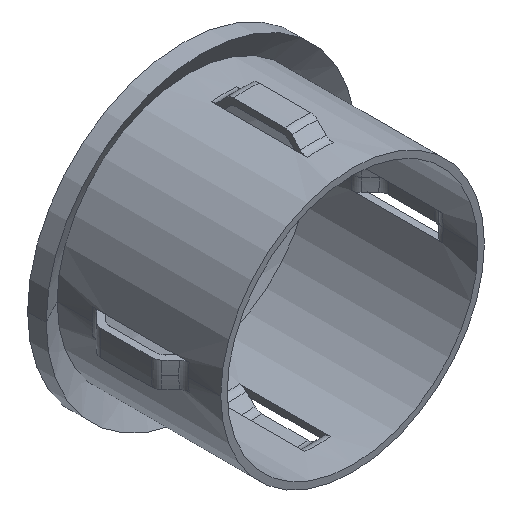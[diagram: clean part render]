
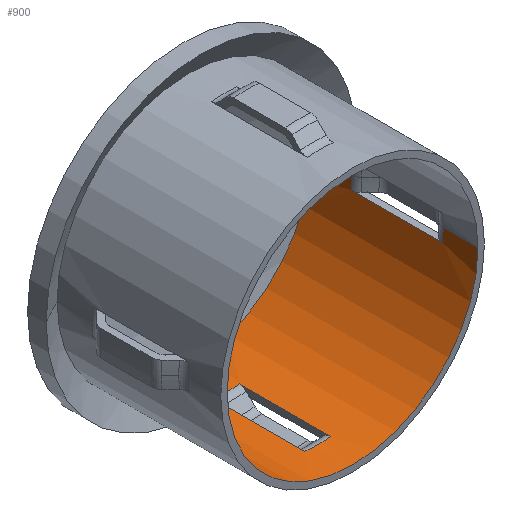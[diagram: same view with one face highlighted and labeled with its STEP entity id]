
A CAD part, isometric view. The second image highlights one B-rep face of the part: STEP entity #900.
In plain terms, the highlighted cylindrical face has radius 19.5 mm (diameter 39 mm), a partial arc.
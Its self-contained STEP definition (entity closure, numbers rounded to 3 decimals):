
#29 = ORIENTED_EDGE ( 'NONE', *, *, #9300, .F. ) ;
#33 = ORIENTED_EDGE ( 'NONE', *, *, #9849, .T. ) ;
#393 = CARTESIAN_POINT ( 'NONE',  ( -19.5, 19.586, 0. ) ) ;
#454 = EDGE_CURVE ( 'NONE', #3388, #14473, #16605, .T. ) ;
#470 = CARTESIAN_POINT ( 'NONE',  ( 19.397, 5.429, -2. ) ) ;
#616 = DIRECTION ( 'NONE',  ( 1., 0., 0. ) ) ;
#737 = VERTEX_POINT ( 'NONE', #4948 ) ;
#850 = CIRCLE ( 'NONE', #5994, 19.5 ) ;
#900 = ADVANCED_FACE ( 'NONE', ( #11209, #3333 ), #15350, .F. ) ;
#1033 = DIRECTION ( 'NONE',  ( 0., -1., 0. ) ) ;
#1047 = DIRECTION ( 'NONE',  ( 1., 0., 0. ) ) ;
#1094 = LINE ( 'NONE', #16001, #2929 ) ;
#1127 = EDGE_CURVE ( 'NONE', #4344, #12107, #6656, .T. ) ;
#1234 = CARTESIAN_POINT ( 'NONE',  ( -2., 20., -19.397 ) ) ;
#1235 = VERTEX_POINT ( 'NONE', #9874 ) ;
#1420 = VECTOR ( 'NONE', #11905, 1000. ) ;
#1429 = ORIENTED_EDGE ( 'NONE', *, *, #7645, .T. ) ;
#1537 = VERTEX_POINT ( 'NONE', #2702 ) ;
#1652 = DIRECTION ( 'NONE',  ( 0., -1., 0. ) ) ;
#1733 = DIRECTION ( 'NONE',  ( 1., 0., 0. ) ) ;
#1847 = EDGE_CURVE ( 'NONE', #7412, #4348, #11690, .T. ) ;
#1897 = AXIS2_PLACEMENT_3D ( 'NONE', #10710, #6667, #11874 ) ;
#1903 = VECTOR ( 'NONE', #12904, 1000. ) ;
#2102 = EDGE_CURVE ( 'NONE', #11944, #17002, #5084, .T. ) ;
#2154 = ORIENTED_EDGE ( 'NONE', *, *, #5935, .F. ) ;
#2156 = EDGE_CURVE ( 'NONE', #9919, #1537, #15407, .T. ) ;
#2451 = AXIS2_PLACEMENT_3D ( 'NONE', #9216, #13206, #17138 ) ;
#2702 = CARTESIAN_POINT ( 'NONE',  ( 19.5, 5.429, 0. ) ) ;
#2733 = EDGE_CURVE ( 'NONE', #737, #4547, #850, .T. ) ;
#2828 = VECTOR ( 'NONE', #11736, 1000. ) ;
#2844 = LINE ( 'NONE', #12994, #1420 ) ;
#2929 = VECTOR ( 'NONE', #12191, 1000. ) ;
#3053 = DIRECTION ( 'NONE',  ( 0., -1., 0. ) ) ;
#3238 = AXIS2_PLACEMENT_3D ( 'NONE', #14191, #8928, #14346 ) ;
#3333 = FACE_OUTER_BOUND ( 'NONE', #10574, .T. ) ;
#3388 = VERTEX_POINT ( 'NONE', #3601 ) ;
#3405 = VERTEX_POINT ( 'NONE', #7114 ) ;
#3438 = ORIENTED_EDGE ( 'NONE', *, *, #2102, .F. ) ;
#3601 = CARTESIAN_POINT ( 'NONE',  ( -2., 19.586, -19.397 ) ) ;
#3622 = LINE ( 'NONE', #12479, #13758 ) ;
#4069 = CARTESIAN_POINT ( 'NONE',  ( 19.5, 30.1, 0. ) ) ;
#4314 = EDGE_CURVE ( 'NONE', #1537, #4547, #4950, .T. ) ;
#4344 = VERTEX_POINT ( 'NONE', #4351 ) ;
#4348 = VERTEX_POINT ( 'NONE', #9714 ) ;
#4351 = CARTESIAN_POINT ( 'NONE',  ( -19.5, 5.429, 0. ) ) ;
#4547 = VERTEX_POINT ( 'NONE', #6342 ) ;
#4633 = EDGE_CURVE ( 'NONE', #11944, #6800, #2844, .T. ) ;
#4684 = ORIENTED_EDGE ( 'NONE', *, *, #4314, .F. ) ;
#4948 = CARTESIAN_POINT ( 'NONE',  ( -19.5, 0., 0. ) ) ;
#4950 = LINE ( 'NONE', #4069, #5571 ) ;
#5084 = CIRCLE ( 'NONE', #1897, 19.5 ) ;
#5552 = VECTOR ( 'NONE', #10884, 1000. ) ;
#5571 = VECTOR ( 'NONE', #13429, 1000. ) ;
#5656 = EDGE_CURVE ( 'NONE', #17002, #4348, #13191, .T. ) ;
#5935 = EDGE_CURVE ( 'NONE', #3388, #14274, #8215, .T. ) ;
#5994 = AXIS2_PLACEMENT_3D ( 'NONE', #6752, #13420, #10751 ) ;
#6084 = ORIENTED_EDGE ( 'NONE', *, *, #1847, .T. ) ;
#6210 = ORIENTED_EDGE ( 'NONE', *, *, #2156, .F. ) ;
#6329 = DIRECTION ( 'NONE',  ( 0., -1., 0. ) ) ;
#6342 = CARTESIAN_POINT ( 'NONE',  ( 19.5, 0., 0. ) ) ;
#6656 = CIRCLE ( 'NONE', #14541, 19.5 ) ;
#6667 = DIRECTION ( 'NONE',  ( 0., -1., 0. ) ) ;
#6752 = CARTESIAN_POINT ( 'NONE',  ( 0., 0., 0. ) ) ;
#6800 = VERTEX_POINT ( 'NONE', #393 ) ;
#6869 = CARTESIAN_POINT ( 'NONE',  ( 0., 5.429, 0. ) ) ;
#6920 = DIRECTION ( 'NONE',  ( 0., -1., 0. ) ) ;
#7114 = CARTESIAN_POINT ( 'NONE',  ( -19.397, 19.586, -2. ) ) ;
#7412 = VERTEX_POINT ( 'NONE', #8873 ) ;
#7480 = EDGE_CURVE ( 'NONE', #14274, #1235, #11064, .T. ) ;
#7491 = DIRECTION ( 'NONE',  ( 0., -1., 0. ) ) ;
#7633 = ORIENTED_EDGE ( 'NONE', *, *, #1127, .F. ) ;
#7645 = EDGE_CURVE ( 'NONE', #14473, #1235, #3622, .T. ) ;
#8042 = ORIENTED_EDGE ( 'NONE', *, *, #2733, .T. ) ;
#8152 = ORIENTED_EDGE ( 'NONE', *, *, #4633, .T. ) ;
#8215 = LINE ( 'NONE', #1234, #2828 ) ;
#8268 = VECTOR ( 'NONE', #1652, 1000. ) ;
#8873 = CARTESIAN_POINT ( 'NONE',  ( 19.397, 19.586, -2. ) ) ;
#8928 = DIRECTION ( 'NONE',  ( 0., -1., 0. ) ) ;
#8953 = CARTESIAN_POINT ( 'NONE',  ( 0., 19.586, 0. ) ) ;
#9047 = ORIENTED_EDGE ( 'NONE', *, *, #16247, .T. ) ;
#9216 = CARTESIAN_POINT ( 'NONE',  ( 0., 5.429, 0. ) ) ;
#9300 = EDGE_CURVE ( 'NONE', #7412, #9919, #9367, .T. ) ;
#9367 = LINE ( 'NONE', #11402, #1903 ) ;
#9514 = LINE ( 'NONE', #10947, #8268 ) ;
#9662 = DIRECTION ( 'NONE',  ( 0., -1., 0. ) ) ;
#9714 = CARTESIAN_POINT ( 'NONE',  ( 19.5, 19.586, 0. ) ) ;
#9849 = EDGE_CURVE ( 'NONE', #3405, #12107, #1094, .T. ) ;
#9874 = CARTESIAN_POINT ( 'NONE',  ( 2., 5.429, -19.397 ) ) ;
#9919 = VERTEX_POINT ( 'NONE', #470 ) ;
#10128 = CARTESIAN_POINT ( 'NONE',  ( -2., 5.429, -19.397 ) ) ;
#10327 = AXIS2_PLACEMENT_3D ( 'NONE', #12360, #9662, #11034 ) ;
#10574 = EDGE_LOOP ( 'NONE', ( #3438, #8152, #13477, #33, #7633, #9047, #8042, #4684, #6210, #29, #6084, #12138 ) ) ;
#10710 = CARTESIAN_POINT ( 'NONE',  ( 0., 25.913, 0. ) ) ;
#10751 = DIRECTION ( 'NONE',  ( 1., 0., 0. ) ) ;
#10816 = EDGE_CURVE ( 'NONE', #6800, #3405, #14294, .T. ) ;
#10884 = DIRECTION ( 'NONE',  ( 0., -1., 0. ) ) ;
#10947 = CARTESIAN_POINT ( 'NONE',  ( -19.5, 30.1, 0. ) ) ;
#11010 = ORIENTED_EDGE ( 'NONE', *, *, #454, .T. ) ;
#11034 = DIRECTION ( 'NONE',  ( 1., 0., 0. ) ) ;
#11064 = CIRCLE ( 'NONE', #3238, 19.5 ) ;
#11209 = FACE_BOUND ( 'NONE', #13114, .T. ) ;
#11308 = AXIS2_PLACEMENT_3D ( 'NONE', #11528, #1033, #616 ) ;
#11402 = CARTESIAN_POINT ( 'NONE',  ( 19.397, 20., -2. ) ) ;
#11528 = CARTESIAN_POINT ( 'NONE',  ( 0., 30.1, 0. ) ) ;
#11594 = CARTESIAN_POINT ( 'NONE',  ( 0., 19.586, 0. ) ) ;
#11690 = CIRCLE ( 'NONE', #10327, 19.5 ) ;
#11736 = DIRECTION ( 'NONE',  ( 0., -1., 0. ) ) ;
#11763 = DIRECTION ( 'NONE',  ( 1., 0., 0. ) ) ;
#11764 = ORIENTED_EDGE ( 'NONE', *, *, #7480, .F. ) ;
#11874 = DIRECTION ( 'NONE',  ( 1., 0., 0. ) ) ;
#11905 = DIRECTION ( 'NONE',  ( 0., -1., 0. ) ) ;
#11944 = VERTEX_POINT ( 'NONE', #14397 ) ;
#12107 = VERTEX_POINT ( 'NONE', #13315 ) ;
#12138 = ORIENTED_EDGE ( 'NONE', *, *, #5656, .F. ) ;
#12191 = DIRECTION ( 'NONE',  ( 0., -1., 0. ) ) ;
#12360 = CARTESIAN_POINT ( 'NONE',  ( 0., 19.586, 0. ) ) ;
#12479 = CARTESIAN_POINT ( 'NONE',  ( 2., 20., -19.397 ) ) ;
#12904 = DIRECTION ( 'NONE',  ( 0., -1., 0. ) ) ;
#12994 = CARTESIAN_POINT ( 'NONE',  ( -19.5, 30.1, 0. ) ) ;
#13114 = EDGE_LOOP ( 'NONE', ( #11764, #2154, #11010, #1429 ) ) ;
#13191 = LINE ( 'NONE', #14773, #5552 ) ;
#13206 = DIRECTION ( 'NONE',  ( 0., -1., 0. ) ) ;
#13315 = CARTESIAN_POINT ( 'NONE',  ( -19.397, 5.429, -2. ) ) ;
#13420 = DIRECTION ( 'NONE',  ( 0., -1., 0. ) ) ;
#13429 = DIRECTION ( 'NONE',  ( 0., -1., 0. ) ) ;
#13477 = ORIENTED_EDGE ( 'NONE', *, *, #10816, .T. ) ;
#13758 = VECTOR ( 'NONE', #3053, 1000. ) ;
#13978 = AXIS2_PLACEMENT_3D ( 'NONE', #11594, #6329, #11763 ) ;
#14165 = AXIS2_PLACEMENT_3D ( 'NONE', #8953, #7491, #1047 ) ;
#14191 = CARTESIAN_POINT ( 'NONE',  ( 0., 5.429, 0. ) ) ;
#14274 = VERTEX_POINT ( 'NONE', #10128 ) ;
#14294 = CIRCLE ( 'NONE', #14165, 19.5 ) ;
#14346 = DIRECTION ( 'NONE',  ( 1., 0., 0. ) ) ;
#14397 = CARTESIAN_POINT ( 'NONE',  ( -19.5, 25.913, 0. ) ) ;
#14473 = VERTEX_POINT ( 'NONE', #16602 ) ;
#14541 = AXIS2_PLACEMENT_3D ( 'NONE', #6869, #6920, #1733 ) ;
#14773 = CARTESIAN_POINT ( 'NONE',  ( 19.5, 30.1, 0. ) ) ;
#15350 = CYLINDRICAL_SURFACE ( 'NONE', #11308, 19.5 ) ;
#15407 = CIRCLE ( 'NONE', #2451, 19.5 ) ;
#15989 = CARTESIAN_POINT ( 'NONE',  ( 19.5, 25.913, 0. ) ) ;
#16001 = CARTESIAN_POINT ( 'NONE',  ( -19.397, 20., -2. ) ) ;
#16247 = EDGE_CURVE ( 'NONE', #4344, #737, #9514, .T. ) ;
#16602 = CARTESIAN_POINT ( 'NONE',  ( 2., 19.586, -19.397 ) ) ;
#16605 = CIRCLE ( 'NONE', #13978, 19.5 ) ;
#17002 = VERTEX_POINT ( 'NONE', #15989 ) ;
#17138 = DIRECTION ( 'NONE',  ( 1., 0., 0. ) ) ;
